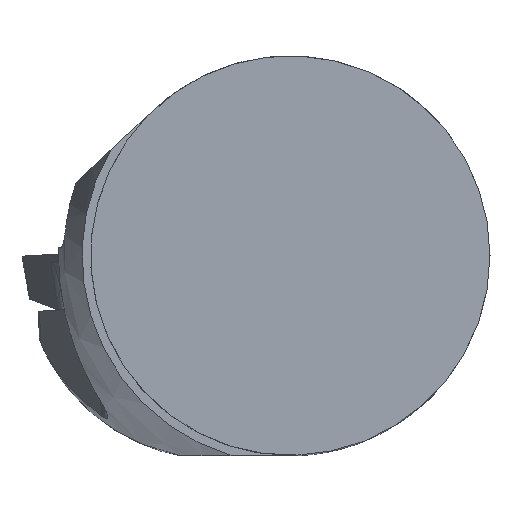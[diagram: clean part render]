
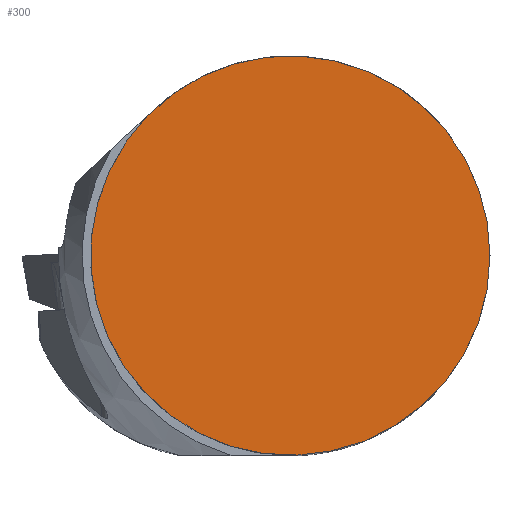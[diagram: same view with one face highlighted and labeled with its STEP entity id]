
A CAD part, top view. The second image highlights one B-rep face of the part: STEP entity #300.
In plain terms, the highlighted planar face has unit normal (0, 0, 1).
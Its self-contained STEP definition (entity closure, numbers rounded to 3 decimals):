
#154=PLANE('',#1811);
#221=FACE_OUTER_BOUND('',#432,.T.);
#300=ADVANCED_FACE('',(#221),#154,.T.);
#432=EDGE_LOOP('',(#1077));
#1077=ORIENTED_EDGE('',*,*,#1388,.T.);
#1241=VERTEX_POINT('',#2423);
#1388=EDGE_CURVE('',#1241,#1241,#1601,.T.);
#1601=CIRCLE('',#1721,20.);
#1721=AXIS2_PLACEMENT_3D('',#2422,#1898,#1899);
#1811=AXIS2_PLACEMENT_3D('',#2804,#2164,#2165);
#1898=DIRECTION('',(0.,0.,1.));
#1899=DIRECTION('',(1.,0.,0.));
#2164=DIRECTION('',(0.,0.,1.));
#2165=DIRECTION('',(1.,0.,0.));
#2422=CARTESIAN_POINT('',(0.,0.,0.));
#2423=CARTESIAN_POINT('',(20.,0.,0.));
#2804=CARTESIAN_POINT('',(0.,0.,0.));
